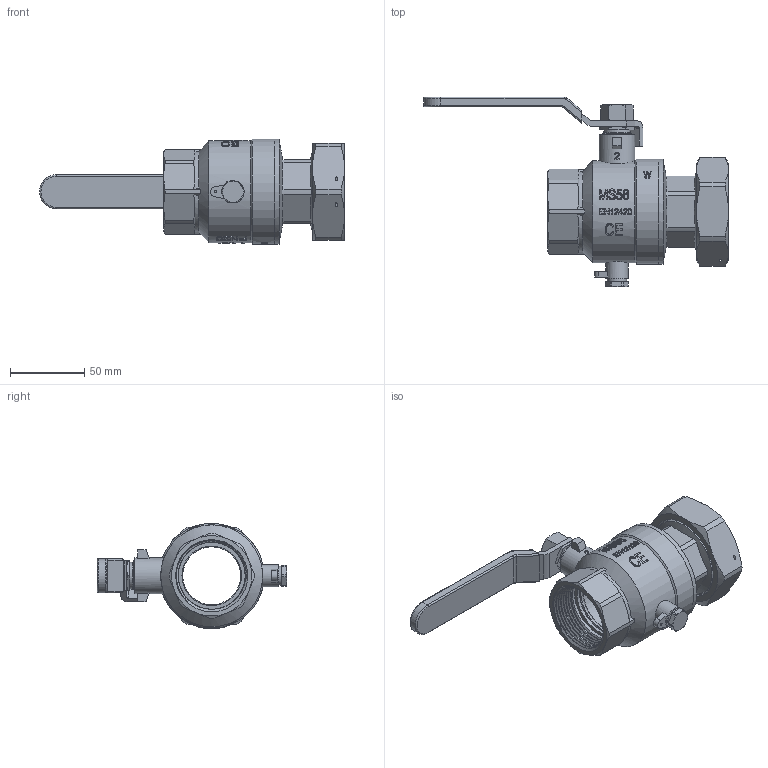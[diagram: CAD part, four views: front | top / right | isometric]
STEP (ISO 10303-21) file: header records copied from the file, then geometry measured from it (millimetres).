
FILE_DESCRIPTION(/* description */ ('Unknown'),/* implementation_level */ '2;1');
FILE_NAME(/* name */ '7226-89',/* time_stamp */ '2023-06-07T11:53:53+02:00',/* author */ ('Unknown'),/* organization */ ('Unknown'),/* preprocessor_version */ 'ST-DEVELOPER v18.102',/* originating_system */ 'Solid Edge',/* authorisation */ 'Unknown');
FILE_SCHEMA (('AUTOMOTIVE_DESIGN {1 0 10303 214 3 1 1}'));
Length unit declared in the file: millimetre
Products named in the file (16): 722-89; VJ0101209308V; VT120015-M12X11-1Q; VT0801340008; VT19000609; VT13013309; VJ0115216109W; VT07405204Q; VT13010104; VT07405107Q; VT06001407; O-RING14X2; VT05103607Q; VT04004608; VT03501108; VJ0102216508V
Assembly tree (16 placements, depth 2):
  722-89
    VJ0101209308V
    VT120015-M12X11-1Q
    VT0801340008
    VT19000609
    VT13013309
    VJ0115216109W
    VT07405204Q
    VT13010104
    VT07405107Q
    VT06001407
    O-RING14X2
    VT05103607Q
    VT04004608  x2
    VT03501108
    VJ0102216508V
Bounding box: 205 x 127.5 x 70.8 mm (x, y, z)
Volume: 186187.3 mm3; surface area: 120269.6 mm2
Topology: 16 solids, 16 shells, 1171 faces, 3222 edges, 2137 vertices
Faces by surface type: bspline 496, plane 329, cylinder 229, cone 100, torus 15, sphere 2
Full cylindrical faces by diameter (mm): 1.5 x2, 5 x1, 5.9 x1, 9 x7, 10 x5, 10.8 x1, 13 x1, 14 x4, 14.1 x1, 15 x2, 16 x1, 18 x1, 18.3 x1, 18.5 x5, 22 x1, 24 x1, 26 x1, 39 x1, 40 x5, 44 x2, 45 x8, 49 x4, 54 x1, 56.5 x1, 56.6 x1, 56.65 x5, 56.7 x1, 59.8 x1, 62 x4, 64 x5
Entity records: 66170 total; most frequent: CARTESIAN_POINT 40705, ORIENTED_EDGE 6058, DIRECTION 3511, EDGE_CURVE 3029, VERTEX_POINT 2082, B_SPLINE_CURVE_WITH_KNOTS 1413, FACE_BOUND 1307, EDGE_LOOP 1305
